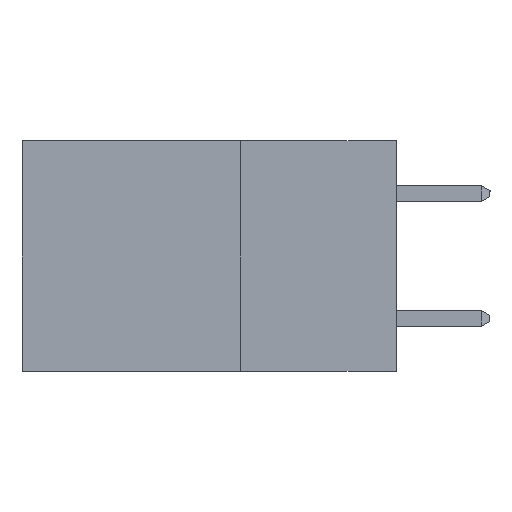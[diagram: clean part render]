
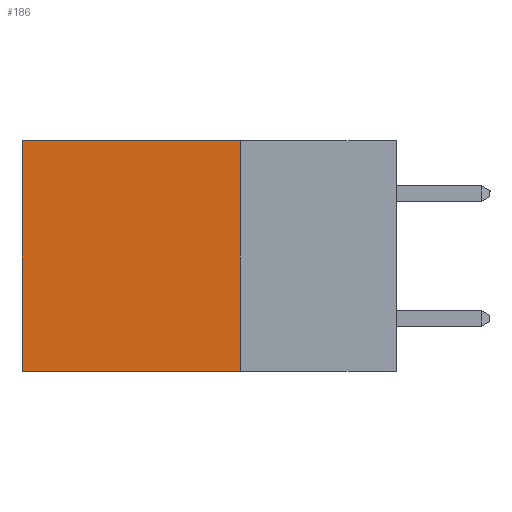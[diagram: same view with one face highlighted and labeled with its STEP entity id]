
A CAD part, left-side view. The second image highlights one B-rep face of the part: STEP entity #186.
In plain terms, the highlighted planar face has unit normal (-1, 0, 0).
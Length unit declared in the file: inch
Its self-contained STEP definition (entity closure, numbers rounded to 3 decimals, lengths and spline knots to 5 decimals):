
#186 = ADVANCED_FACE ( 'NONE', ( #6145 ), #10215, .F. ) ;
#824 = EDGE_CURVE ( 'NONE', #12303, #7142, #10345, .T. ) ;
#1077 = CARTESIAN_POINT ( 'NONE',  ( 0.2615, 0.25, -0.37 ) ) ;
#1148 = AXIS2_PLACEMENT_3D ( 'NONE', #1077, #6537, #6599 ) ;
#1569 = EDGE_LOOP ( 'NONE', ( #12384, #4965, #2141, #4158 ) ) ;
#2141 = ORIENTED_EDGE ( 'NONE', *, *, #10311, .F. ) ;
#2653 = VECTOR ( 'NONE', #11428, 39.37008 ) ;
#3786 = LINE ( 'NONE', #10798, #9835 ) ;
#4158 = ORIENTED_EDGE ( 'NONE', *, *, #7844, .T. ) ;
#4218 = EDGE_CURVE ( 'NONE', #8020, #7142, #10678, .T. ) ;
#4575 = CARTESIAN_POINT ( 'NONE',  ( 0.2615, 0.6, 0. ) ) ;
#4965 = ORIENTED_EDGE ( 'NONE', *, *, #4218, .F. ) ;
#5678 = CARTESIAN_POINT ( 'NONE',  ( 0.2615, 0.25, 0. ) ) ;
#5683 = DIRECTION ( 'NONE',  ( 0., 1., 0. ) ) ;
#5744 = VECTOR ( 'NONE', #5683, 39.37008 ) ;
#6145 = FACE_OUTER_BOUND ( 'NONE', #1569, .T. ) ;
#6537 = DIRECTION ( 'NONE',  ( 1., 0., 0. ) ) ;
#6599 = DIRECTION ( 'NONE',  ( 0., 0., -1. ) ) ;
#6938 = VECTOR ( 'NONE', #11753, 39.37008 ) ;
#7142 = VERTEX_POINT ( 'NONE', #8883 ) ;
#7844 = EDGE_CURVE ( 'NONE', #10127, #12303, #10743, .T. ) ;
#8020 = VERTEX_POINT ( 'NONE', #8724 ) ;
#8338 = CARTESIAN_POINT ( 'NONE',  ( 0.2615, 0.6, -0.37 ) ) ;
#8724 = CARTESIAN_POINT ( 'NONE',  ( 0.2615, 0.25, -0.37 ) ) ;
#8883 = CARTESIAN_POINT ( 'NONE',  ( 0.2615, 0.6, -0.37 ) ) ;
#9735 = DIRECTION ( 'NONE',  ( 0., 0., -1. ) ) ;
#9835 = VECTOR ( 'NONE', #9735, 39.37008 ) ;
#10127 = VERTEX_POINT ( 'NONE', #12147 ) ;
#10215 = PLANE ( 'NONE',  #1148 ) ;
#10311 = EDGE_CURVE ( 'NONE', #10127, #8020, #3786, .T. ) ;
#10345 = LINE ( 'NONE', #8338, #2653 ) ;
#10620 = CARTESIAN_POINT ( 'NONE',  ( 0.2615, 0.25, -0.37 ) ) ;
#10678 = LINE ( 'NONE', #10620, #5744 ) ;
#10743 = LINE ( 'NONE', #5678, #6938 ) ;
#10798 = CARTESIAN_POINT ( 'NONE',  ( 0.2615, 0.25, -0.37 ) ) ;
#11428 = DIRECTION ( 'NONE',  ( 0., 0., -1. ) ) ;
#11753 = DIRECTION ( 'NONE',  ( 0., 1., 0. ) ) ;
#12147 = CARTESIAN_POINT ( 'NONE',  ( 0.2615, 0.25, 0. ) ) ;
#12303 = VERTEX_POINT ( 'NONE', #4575 ) ;
#12384 = ORIENTED_EDGE ( 'NONE', *, *, #824, .T. ) ;
